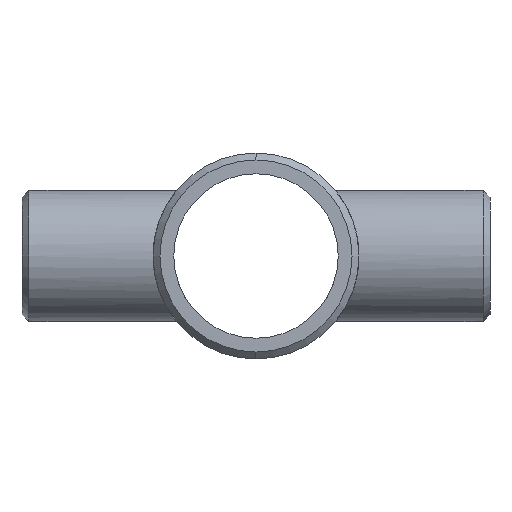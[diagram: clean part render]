
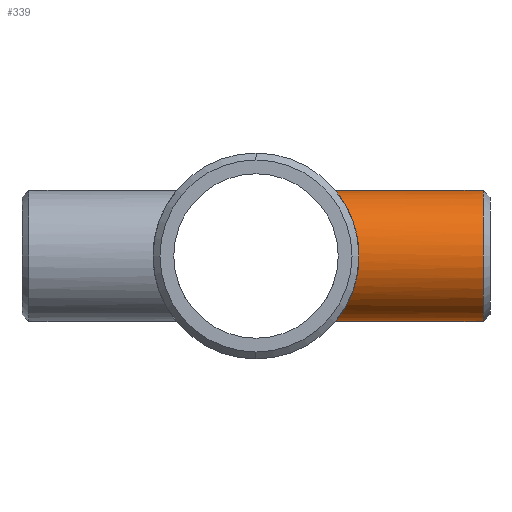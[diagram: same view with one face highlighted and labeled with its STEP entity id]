
A CAD part, left-side view. The second image highlights one B-rep face of the part: STEP entity #339.
In plain terms, the highlighted cylindrical face has radius 10.668 mm (diameter 21.336 mm), a partial arc.
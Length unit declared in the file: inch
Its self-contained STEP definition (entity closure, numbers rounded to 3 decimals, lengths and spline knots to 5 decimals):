
#36 = CARTESIAN_POINT ( 'NONE',  ( -0.41417, -0.6563, 0.07111 ) ) ;
#43 = CARTESIAN_POINT ( 'NONE',  ( -0.40592, -0.65112, -0.11148 ) ) ;
#52 = CYLINDRICAL_SURFACE ( 'NONE', #574, 0.42 ) ;
#53 = CARTESIAN_POINT ( 'NONE',  ( 0., -1.45567, 0. ) ) ;
#54 = CARTESIAN_POINT ( 'NONE',  ( -0.31504, -0.59866, -0.27808 ) ) ;
#71 = ORIENTED_EDGE ( 'NONE', *, *, #951, .F. ) ;
#84 = CIRCLE ( 'NONE', #359, 0.42 ) ;
#97 = ORIENTED_EDGE ( 'NONE', *, *, #219, .T. ) ;
#114 = CARTESIAN_POINT ( 'NONE',  ( 0., -0.50912, 0.42 ) ) ;
#121 = DIRECTION ( 'NONE',  ( 0., 1., 0. ) ) ;
#127 = CARTESIAN_POINT ( 'NONE',  ( -0.35495, -0.62061, 0.22492 ) ) ;
#133 = CARTESIAN_POINT ( 'NONE',  ( -0.34021, -0.61229, -0.24665 ) ) ;
#197 = ORIENTED_EDGE ( 'NONE', *, *, #1013, .T. ) ;
#206 = CARTESIAN_POINT ( 'NONE',  ( -0.30573, -0.5938, 0.28829 ) ) ;
#219 = EDGE_CURVE ( 'NONE', #914, #583, #971, .T. ) ;
#269 = VECTOR ( 'NONE', #573, 39.37008 ) ;
#294 = CARTESIAN_POINT ( 'NONE',  ( -0.41439, -0.65644, -0.06985 ) ) ;
#302 = FACE_OUTER_BOUND ( 'NONE', #810, .T. ) ;
#311 = CARTESIAN_POINT ( 'NONE',  ( -0.36239, -0.6249, -0.21274 ) ) ;
#316 = CARTESIAN_POINT ( 'NONE',  ( -0.22377, -0.55603, -0.35567 ) ) ;
#329 = CARTESIAN_POINT ( 'NONE',  ( -0.02855, -0.50972, -0.41927 ) ) ;
#339 = ADVANCED_FACE ( 'NONE', ( #302 ), #52, .T. ) ;
#341 = DIRECTION ( 'NONE',  ( 0., 1., 0. ) ) ;
#359 = AXIS2_PLACEMENT_3D ( 'NONE', #53, #504, #581 ) ;
#390 = CARTESIAN_POINT ( 'NONE',  ( -0.39764, -0.64594, -0.13801 ) ) ;
#396 = CARTESIAN_POINT ( 'NONE',  ( -0.02845, -0.50912, 0.42 ) ) ;
#401 = CARTESIAN_POINT ( 'NONE',  ( -0.27746, -0.57958, -0.31644 ) ) ;
#407 = CARTESIAN_POINT ( 'NONE',  ( -0.07084, -0.51384, -0.41422 ) ) ;
#422 = EDGE_CURVE ( 'NONE', #758, #914, #755, .T. ) ;
#457 = CARTESIAN_POINT ( 'NONE',  ( 0., -0.50912, -0.42 ) ) ;
#465 = CARTESIAN_POINT ( 'NONE',  ( -0.30594, -0.59391, -0.28806 ) ) ;
#471 = CARTESIAN_POINT ( 'NONE',  ( -0.38105, -0.63591, 0.17718 ) ) ;
#504 = DIRECTION ( 'NONE',  ( 0., 1., 0. ) ) ;
#518 = CARTESIAN_POINT ( 'NONE',  ( -0.18846, -0.54276, -0.37559 ) ) ;
#554 = CARTESIAN_POINT ( 'NONE',  ( -0.36199, -0.62466, 0.21343 ) ) ;
#560 = CARTESIAN_POINT ( 'NONE',  ( -0.09763, -0.51822, 0.40874 ) ) ;
#565 = CARTESIAN_POINT ( 'NONE',  ( -0.18826, -0.54228, 0.37643 ) ) ;
#570 = CARTESIAN_POINT ( 'NONE',  ( -0.33989, -0.61212, 0.24709 ) ) ;
#573 = DIRECTION ( 'NONE',  ( 0., 1., 0. ) ) ;
#574 = AXIS2_PLACEMENT_3D ( 'NONE', #995, #121, #743 ) ;
#577 = CARTESIAN_POINT ( 'NONE',  ( -0.05639, -0.51151, 0.41714 ) ) ;
#581 = DIRECTION ( 'NONE',  ( 0., 0., -1. ) ) ;
#582 = CARTESIAN_POINT ( 'NONE',  ( -0.01429, -0.50912, -0.42 ) ) ;
#583 = VERTEX_POINT ( 'NONE', #457 ) ;
#587 = CARTESIAN_POINT ( 'NONE',  ( -0.11224, -0.52063, -0.4057 ) ) ;
#635 = VECTOR ( 'NONE', #341, 39.37008 ) ;
#642 = CARTESIAN_POINT ( 'NONE',  ( -0.39736, -0.64577, 0.13883 ) ) ;
#646 = CARTESIAN_POINT ( 'NONE',  ( -0.33186, -0.60768, 0.25777 ) ) ;
#652 = CARTESIAN_POINT ( 'NONE',  ( -0.37549, -0.63259, -0.18867 ) ) ;
#657 = CARTESIAN_POINT ( 'NONE',  ( -0.25665, -0.56979, 0.33354 ) ) ;
#663 = CARTESIAN_POINT ( 'NONE',  ( -0.2123, -0.5515, -0.36265 ) ) ;
#672 = VERTEX_POINT ( 'NONE', #1058 ) ;
#731 = CARTESIAN_POINT ( 'NONE',  ( -0.11128, -0.52098, 0.40523 ) ) ;
#734 = CARTESIAN_POINT ( 'NONE',  ( -0.40567, -0.65096, 0.11233 ) ) ;
#736 = CARTESIAN_POINT ( 'NONE',  ( 0., -1.45567, 0.42 ) ) ;
#739 = CARTESIAN_POINT ( 'NONE',  ( -0.41652, -0.65779, -0.05578 ) ) ;
#743 = DIRECTION ( 'NONE',  ( 0., 0., -1. ) ) ;
#746 = CARTESIAN_POINT ( 'NONE',  ( -0.33215, -0.60784, -0.2574 ) ) ;
#751 = CARTESIAN_POINT ( 'NONE',  ( -0.25696, -0.56993, -0.33329 ) ) ;
#755 = LINE ( 'NONE', #850, #269 ) ;
#757 = CARTESIAN_POINT ( 'NONE',  ( -0.17614, -0.53859, -0.38153 ) ) ;
#758 = VERTEX_POINT ( 'NONE', #736 ) ;
#771 = CARTESIAN_POINT ( 'NONE',  ( 0., -1.5, -0.42 ) ) ;
#774 = ORIENTED_EDGE ( 'NONE', *, *, #422, .T. ) ;
#810 = EDGE_LOOP ( 'NONE', ( #197, #774, #97, #71 ) ) ;
#817 = CARTESIAN_POINT ( 'NONE',  ( -0.27719, -0.57945, 0.31668 ) ) ;
#821 = CARTESIAN_POINT ( 'NONE',  ( -0.42002, -0.66001, -0.01363 ) ) ;
#827 = CARTESIAN_POINT ( 'NONE',  ( -0.41932, -0.65957, -0.0277 ) ) ;
#850 = CARTESIAN_POINT ( 'NONE',  ( 0., -1.5, 0.42 ) ) ;
#906 = CARTESIAN_POINT ( 'NONE',  ( -0.21228, -0.55123, 0.36339 ) ) ;
#914 = VERTEX_POINT ( 'NONE', #1109 ) ;
#918 = CARTESIAN_POINT ( 'NONE',  ( -0.13771, -0.52726, 0.39702 ) ) ;
#923 = CARTESIAN_POINT ( 'NONE',  ( -0.41926, -0.65953, 0.02871 ) ) ;
#948 = CARTESIAN_POINT ( 'NONE',  ( -0.05677, -0.51208, -0.41639 ) ) ;
#951 = EDGE_CURVE ( 'NONE', #672, #583, #1119, .T. ) ;
#971 = B_SPLINE_CURVE_WITH_KNOTS ( 'NONE', 3,
 ( #114, #396, #577, #560, #731, #918, #1015, #565, #906, #657, #817, #206, #992, #646, #570, #127, #554, #1095, #471, #642, #734, #36, #1073, #923, #1078, #821, #827, #739, #294, #43, #390, #1083, #652, #311, #1004, #133, #746, #54, #465, #401, #751, #316, #663, #518, #757, #1028, #587, #407, #948, #329, #582, #1043 ),
 .UNSPECIFIED., .F., .F.,
 ( 4, 2, 2, 2, 2, 2, 2, 2, 2, 2, 2, 2, 2, 2, 2, 2, 2, 2, 2, 2, 2, 2, 2, 2, 2, 4 ),
 ( 0.03434, 0.03648, 0.03755, 0.03862, 0.04076, 0.0429, 0.04397, 0.04504, 0.04611, 0.04718, 0.04932, 0.05039, 0.05146, 0.05253, 0.0536, 0.05574, 0.05681, 0.05787, 0.05894, 0.06001, 0.06215, 0.06322, 0.06429, 0.06643, 0.0675, 0.06857 ),
 .UNSPECIFIED. ) ;
#992 = CARTESIAN_POINT ( 'NONE',  ( -0.3148, -0.59854, 0.27835 ) ) ;
#995 = CARTESIAN_POINT ( 'NONE',  ( 0., -1.5, 0. ) ) ;
#1004 = CARTESIAN_POINT ( 'NONE',  ( -0.35533, -0.62082, -0.22432 ) ) ;
#1013 = EDGE_CURVE ( 'NONE', #672, #758, #84, .T. ) ;
#1015 = CARTESIAN_POINT ( 'NONE',  ( -0.15058, -0.53078, 0.39232 ) ) ;
#1028 = CARTESIAN_POINT ( 'NONE',  ( -0.13848, -0.52707, -0.39745 ) ) ;
#1043 = CARTESIAN_POINT ( 'NONE',  ( 0., -0.50912, -0.42 ) ) ;
#1058 = CARTESIAN_POINT ( 'NONE',  ( 0., -1.45567, -0.42 ) ) ;
#1073 = CARTESIAN_POINT ( 'NONE',  ( -0.41635, -0.65768, 0.05705 ) ) ;
#1078 = CARTESIAN_POINT ( 'NONE',  ( -0.41998, -0.65999, 0.01458 ) ) ;
#1083 = CARTESIAN_POINT ( 'NONE',  ( -0.38152, -0.63619, -0.17616 ) ) ;
#1095 = CARTESIAN_POINT ( 'NONE',  ( -0.37503, -0.63231, 0.18958 ) ) ;
#1109 = CARTESIAN_POINT ( 'NONE',  ( 0., -0.50912, 0.42 ) ) ;
#1119 = LINE ( 'NONE', #771, #635 ) ;
